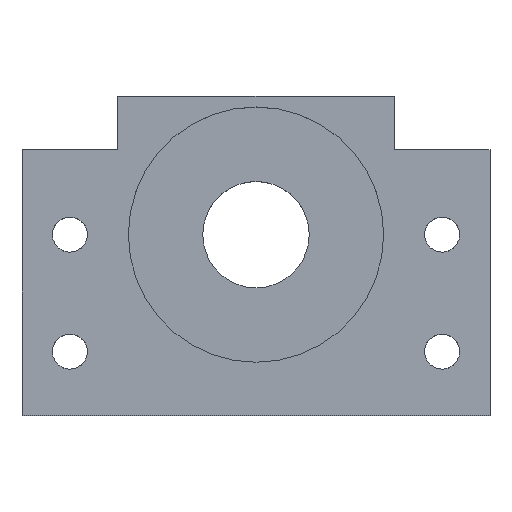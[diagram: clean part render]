
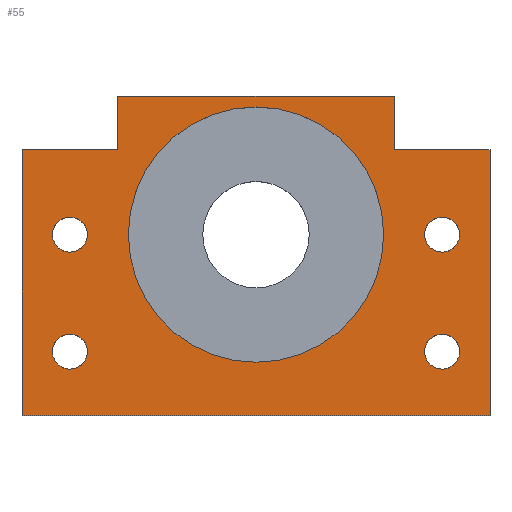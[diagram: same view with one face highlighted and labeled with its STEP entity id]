
A CAD part, top view. The second image highlights one B-rep face of the part: STEP entity #55.
In plain terms, the highlighted planar face has unit normal (0, 0, 1).
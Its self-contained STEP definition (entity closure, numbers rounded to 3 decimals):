
#55 = ADVANCED_FACE( '', ( #131, #132, #133, #134, #135, #136 ), #137, .T. );
#131 = FACE_BOUND( '', #266, .T. );
#132 = FACE_BOUND( '', #267, .T. );
#133 = FACE_BOUND( '', #268, .T. );
#134 = FACE_BOUND( '', #269, .T. );
#135 = FACE_BOUND( '', #270, .T. );
#136 = FACE_OUTER_BOUND( '', #271, .T. );
#137 = PLANE( '', #272 );
#266 = EDGE_LOOP( '', ( #400 ) );
#267 = EDGE_LOOP( '', ( #401 ) );
#268 = EDGE_LOOP( '', ( #402 ) );
#269 = EDGE_LOOP( '', ( #403 ) );
#270 = EDGE_LOOP( '', ( #404 ) );
#271 = EDGE_LOOP( '', ( #405, #406, #407, #408, #409, #410, #411, #412 ) );
#272 = AXIS2_PLACEMENT_3D( '', #413, #414, #415 );
#400 = ORIENTED_EDGE( '', *, *, #621, .F. );
#401 = ORIENTED_EDGE( '', *, *, #622, .F. );
#402 = ORIENTED_EDGE( '', *, *, #623, .F. );
#403 = ORIENTED_EDGE( '', *, *, #624, .F. );
#404 = ORIENTED_EDGE( '', *, *, #625, .F. );
#405 = ORIENTED_EDGE( '', *, *, #626, .T. );
#406 = ORIENTED_EDGE( '', *, *, #627, .T. );
#407 = ORIENTED_EDGE( '', *, *, #628, .T. );
#408 = ORIENTED_EDGE( '', *, *, #629, .T. );
#409 = ORIENTED_EDGE( '', *, *, #630, .T. );
#410 = ORIENTED_EDGE( '', *, *, #631, .T. );
#411 = ORIENTED_EDGE( '', *, *, #632, .T. );
#412 = ORIENTED_EDGE( '', *, *, #618, .T. );
#413 = CARTESIAN_POINT( '', ( 0., 0., 26. ) );
#414 = DIRECTION( '', ( 0., 0., 1. ) );
#415 = DIRECTION( '', ( 1., 0., 0. ) );
#618 = EDGE_CURVE( '', #704, #702, #705, .T. );
#621 = EDGE_CURVE( '', #708, #708, #709, .T. );
#622 = EDGE_CURVE( '', #710, #710, #711, .T. );
#623 = EDGE_CURVE( '', #712, #712, #713, .T. );
#624 = EDGE_CURVE( '', #714, #714, #715, .T. );
#625 = EDGE_CURVE( '', #716, #716, #717, .T. );
#626 = EDGE_CURVE( '', #702, #718, #719, .T. );
#627 = EDGE_CURVE( '', #718, #720, #721, .T. );
#628 = EDGE_CURVE( '', #720, #722, #723, .T. );
#629 = EDGE_CURVE( '', #722, #724, #725, .T. );
#630 = EDGE_CURVE( '', #724, #726, #727, .T. );
#631 = EDGE_CURVE( '', #726, #728, #729, .T. );
#632 = EDGE_CURVE( '', #728, #704, #730, .T. );
#702 = VERTEX_POINT( '', #832 );
#704 = VERTEX_POINT( '', #835 );
#705 = LINE( '', #836, #837 );
#708 = VERTEX_POINT( '', #841 );
#709 = CIRCLE( '', #842, 24. );
#710 = VERTEX_POINT( '', #843 );
#711 = CIRCLE( '', #844, 3.3 );
#712 = VERTEX_POINT( '', #845 );
#713 = CIRCLE( '', #846, 3.3 );
#714 = VERTEX_POINT( '', #847 );
#715 = CIRCLE( '', #848, 3.3 );
#716 = VERTEX_POINT( '', #849 );
#717 = CIRCLE( '', #850, 3.3 );
#718 = VERTEX_POINT( '', #851 );
#719 = LINE( '', #852, #853 );
#720 = VERTEX_POINT( '', #854 );
#721 = LINE( '', #855, #856 );
#722 = VERTEX_POINT( '', #857 );
#723 = LINE( '', #858, #859 );
#724 = VERTEX_POINT( '', #860 );
#725 = LINE( '', #861, #862 );
#726 = VERTEX_POINT( '', #863 );
#727 = LINE( '', #864, #865 );
#728 = VERTEX_POINT( '', #866 );
#729 = LINE( '', #867, #868 );
#730 = LINE( '', #869, #870 );
#832 = CARTESIAN_POINT( '', ( -26., 50., 26. ) );
#835 = CARTESIAN_POINT( '', ( -26., 60., 26. ) );
#836 = CARTESIAN_POINT( '', ( -26., 60., 26. ) );
#837 = VECTOR( '', #1502, 1000. );
#841 = CARTESIAN_POINT( '', ( 24., 34., 26. ) );
#842 = AXIS2_PLACEMENT_3D( '', #1504, #1505, #1506 );
#843 = CARTESIAN_POINT( '', ( 38.3, 12., 26. ) );
#844 = AXIS2_PLACEMENT_3D( '', #1507, #1508, #1509 );
#845 = CARTESIAN_POINT( '', ( -31.7, 12., 26. ) );
#846 = AXIS2_PLACEMENT_3D( '', #1510, #1511, #1512 );
#847 = CARTESIAN_POINT( '', ( -31.7, 34., 26. ) );
#848 = AXIS2_PLACEMENT_3D( '', #1513, #1514, #1515 );
#849 = CARTESIAN_POINT( '', ( 38.3, 34., 26. ) );
#850 = AXIS2_PLACEMENT_3D( '', #1516, #1517, #1518 );
#851 = CARTESIAN_POINT( '', ( -44., 50., 26. ) );
#852 = CARTESIAN_POINT( '', ( -26., 50., 26. ) );
#853 = VECTOR( '', #1519, 1000. );
#854 = CARTESIAN_POINT( '', ( -44., 0., 26. ) );
#855 = CARTESIAN_POINT( '', ( -44., 50., 26. ) );
#856 = VECTOR( '', #1520, 1000. );
#857 = CARTESIAN_POINT( '', ( 44., 0., 26. ) );
#858 = CARTESIAN_POINT( '', ( -44., 0., 26. ) );
#859 = VECTOR( '', #1521, 1000. );
#860 = CARTESIAN_POINT( '', ( 44., 50., 26. ) );
#861 = CARTESIAN_POINT( '', ( 44., 0., 26. ) );
#862 = VECTOR( '', #1522, 1000. );
#863 = CARTESIAN_POINT( '', ( 26., 50., 26. ) );
#864 = CARTESIAN_POINT( '', ( 44., 50., 26. ) );
#865 = VECTOR( '', #1523, 1000. );
#866 = CARTESIAN_POINT( '', ( 26., 60., 26. ) );
#867 = CARTESIAN_POINT( '', ( 26., 50., 26. ) );
#868 = VECTOR( '', #1524, 1000. );
#869 = CARTESIAN_POINT( '', ( 26., 60., 26. ) );
#870 = VECTOR( '', #1525, 1000. );
#1502 = DIRECTION( '', ( 0., -1., 0. ) );
#1504 = CARTESIAN_POINT( '', ( 0., 34., 26. ) );
#1505 = DIRECTION( '', ( 0., 0., 1. ) );
#1506 = DIRECTION( '', ( 1., 0., 0. ) );
#1507 = CARTESIAN_POINT( '', ( 35., 12., 26. ) );
#1508 = DIRECTION( '', ( 0., 0., 1. ) );
#1509 = DIRECTION( '', ( 1., 0., 0. ) );
#1510 = CARTESIAN_POINT( '', ( -35., 12., 26. ) );
#1511 = DIRECTION( '', ( 0., 0., 1. ) );
#1512 = DIRECTION( '', ( 1., 0., 0. ) );
#1513 = CARTESIAN_POINT( '', ( -35., 34., 26. ) );
#1514 = DIRECTION( '', ( 0., 0., 1. ) );
#1515 = DIRECTION( '', ( 1., 0., 0. ) );
#1516 = CARTESIAN_POINT( '', ( 35., 34., 26. ) );
#1517 = DIRECTION( '', ( 0., 0., 1. ) );
#1518 = DIRECTION( '', ( 1., 0., 0. ) );
#1519 = DIRECTION( '', ( -1., 0., 0. ) );
#1520 = DIRECTION( '', ( 0., -1., 0. ) );
#1521 = DIRECTION( '', ( 1., 0., 0. ) );
#1522 = DIRECTION( '', ( 0., 1., 0. ) );
#1523 = DIRECTION( '', ( -1., 0., 0. ) );
#1524 = DIRECTION( '', ( 0., 1., 0. ) );
#1525 = DIRECTION( '', ( -1., 0., 0. ) );
